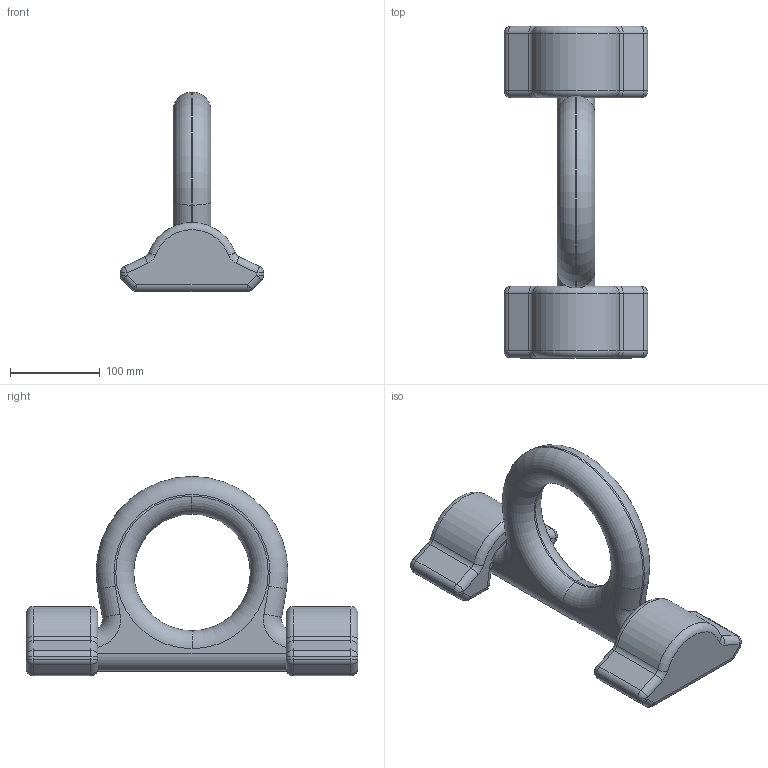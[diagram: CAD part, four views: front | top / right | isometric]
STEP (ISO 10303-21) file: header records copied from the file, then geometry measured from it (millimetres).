
FILE_DESCRIPTION(('CATIA V5 STEP Exchange'),'2;1');
FILE_NAME('8-082-30.stp','2014-02-14T05:21:34+00:00',('none'),('none'),'CATIA Version 5 Release 21 GA (IN-10)','CATIA V5 STEP AP203','none');
FILE_SCHEMA(('CONFIG_CONTROL_DESIGN'));
Length unit declared in the file: millimetre
Products named in the file (1): YK8082-30B
Bounding box: 160 x 370 x 222 mm (x, y, z)
Volume: 2147286.3 mm3; surface area: 186556 mm2
Topology: 1 solids, 1 shells, 184 faces, 428 edges, 216 vertices
Faces by surface type: cylinder 87, plane 31, sphere 28, torus 26, bspline 12
Entity records: 6696 total; most frequent: CARTESIAN_POINT 2983, ORIENTED_EDGE 796, DIRECTION 644, EDGE_CURVE 398, AXIS2_PLACEMENT_3D 330, VERTEX_POINT 216, EDGE_LOOP 186, ADVANCED_FACE 184
